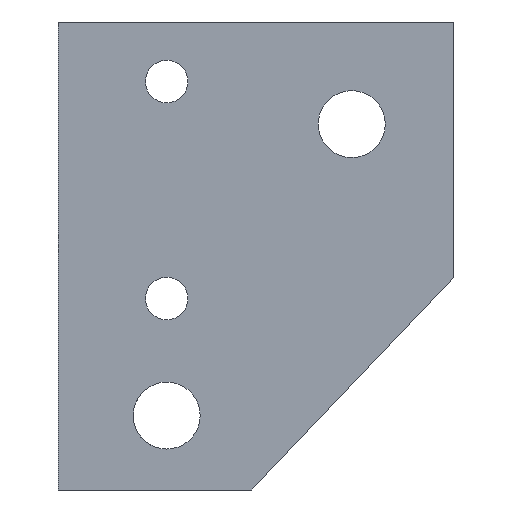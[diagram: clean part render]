
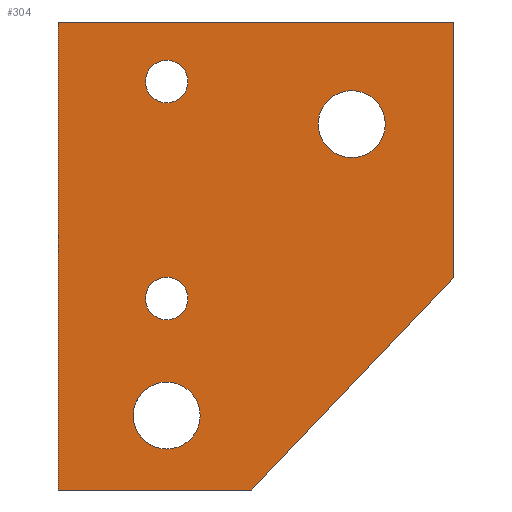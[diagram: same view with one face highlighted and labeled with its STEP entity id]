
A CAD part, front view. The second image highlights one B-rep face of the part: STEP entity #304.
In plain terms, the highlighted planar face has unit normal (0, -1, 0).
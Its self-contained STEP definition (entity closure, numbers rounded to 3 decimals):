
#7 = ORIENTED_EDGE ( 'NONE', *, *, #573, .T. ) ;
#12 = DIRECTION ( 'NONE',  ( 0., 0., 1. ) ) ;
#22 = DIRECTION ( 'NONE',  ( 0., 1., 0. ) ) ;
#26 = CARTESIAN_POINT ( 'NONE',  ( 4., -1.5, 1.075 ) ) ;
#35 = DIRECTION ( 'NONE',  ( 0., 1., 0. ) ) ;
#37 = AXIS2_PLACEMENT_3D ( 'NONE', #48, #554, #319 ) ;
#48 = CARTESIAN_POINT ( 'NONE',  ( 12.7, -1.5, 13.2 ) ) ;
#51 = AXIS2_PLACEMENT_3D ( 'NONE', #1090, #503, #409 ) ;
#60 = ORIENTED_EDGE ( 'NONE', *, *, #709, .T. ) ;
#62 = DIRECTION ( 'NONE',  ( 0., 0., 1. ) ) ;
#72 = ORIENTED_EDGE ( 'NONE', *, *, #474, .F. ) ;
#81 = DIRECTION ( 'NONE',  ( 0., 1., 0. ) ) ;
#85 = DIRECTION ( 'NONE',  ( 0., 0., 1. ) ) ;
#91 = DIRECTION ( 'NONE',  ( 0.689, 0., 0.725 ) ) ;
#105 = DIRECTION ( 'NONE',  ( 1., 0., 0. ) ) ;
#111 = AXIS2_PLACEMENT_3D ( 'NONE', #899, #818, #85 ) ;
#124 = DIRECTION ( 'NONE',  ( 0., 0., 1. ) ) ;
#144 = ORIENTED_EDGE ( 'NONE', *, *, #928, .T. ) ;
#152 = CARTESIAN_POINT ( 'NONE',  ( 4., -1.5, 5. ) ) ;
#169 = ORIENTED_EDGE ( 'NONE', *, *, #274, .T. ) ;
#178 = CARTESIAN_POINT ( 'NONE',  ( 17.5, -1.5, 18. ) ) ;
#187 = CARTESIAN_POINT ( 'NONE',  ( -1.1, -1.5, -4. ) ) ;
#203 = VERTEX_POINT ( 'NONE', #212 ) ;
#212 = CARTESIAN_POINT ( 'NONE',  ( -1.1, -1.5, 18. ) ) ;
#220 = CIRCLE ( 'NONE', #980, 1. ) ;
#227 = EDGE_CURVE ( 'NONE', #235, #819, #708, .T. ) ;
#235 = VERTEX_POINT ( 'NONE', #802 ) ;
#254 = ORIENTED_EDGE ( 'NONE', *, *, #982, .T. ) ;
#255 = LINE ( 'NONE', #851, #299 ) ;
#262 = CIRCLE ( 'NONE', #898, 1. ) ;
#266 = LINE ( 'NONE', #763, #683 ) ;
#270 = CARTESIAN_POINT ( 'NONE',  ( 4., -1.5, -0.5 ) ) ;
#272 = LINE ( 'NONE', #432, #973 ) ;
#274 = EDGE_CURVE ( 'NONE', #539, #203, #715, .T. ) ;
#286 = ORIENTED_EDGE ( 'NONE', *, *, #489, .T. ) ;
#291 = DIRECTION ( 'NONE',  ( 0., 1., 0. ) ) ;
#299 = VECTOR ( 'NONE', #105, 1000. ) ;
#304 = ADVANCED_FACE ( 'NONE', ( #724, #470, #813, #1062, #310 ), #557, .F. ) ;
#305 = CARTESIAN_POINT ( 'NONE',  ( 17.5, -1.5, 6. ) ) ;
#307 = CARTESIAN_POINT ( 'NONE',  ( 4., -1.5, -2.075 ) ) ;
#308 = EDGE_CURVE ( 'NONE', #920, #913, #220, .T. ) ;
#310 = FACE_BOUND ( 'NONE', #801, .T. ) ;
#315 = CIRCLE ( 'NONE', #51, 1. ) ;
#319 = DIRECTION ( 'NONE',  ( 0., 0., 1. ) ) ;
#324 = CARTESIAN_POINT ( 'NONE',  ( 12.7, -1.5, 14.775 ) ) ;
#332 = CARTESIAN_POINT ( 'NONE',  ( 4., -1.5, 15.2 ) ) ;
#346 = CARTESIAN_POINT ( 'NONE',  ( 4., -1.5, 16.2 ) ) ;
#362 = DIRECTION ( 'NONE',  ( 0., 0., 1. ) ) ;
#409 = DIRECTION ( 'NONE',  ( 0., 0., 1. ) ) ;
#411 = EDGE_LOOP ( 'NONE', ( #452, #895 ) ) ;
#432 = CARTESIAN_POINT ( 'NONE',  ( 6.202, -1.5, -5.892 ) ) ;
#437 = EDGE_CURVE ( 'NONE', #908, #1023, #272, .T. ) ;
#452 = ORIENTED_EDGE ( 'NONE', *, *, #776, .T. ) ;
#467 = DIRECTION ( 'NONE',  ( 0., 0., 1. ) ) ;
#470 = FACE_OUTER_BOUND ( 'NONE', #1059, .T. ) ;
#474 = EDGE_CURVE ( 'NONE', #881, #203, #266, .T. ) ;
#489 = EDGE_CURVE ( 'NONE', #1023, #539, #1020, .T. ) ;
#503 = DIRECTION ( 'NONE',  ( 0., 1., 0. ) ) ;
#539 = VERTEX_POINT ( 'NONE', #178 ) ;
#554 = DIRECTION ( 'NONE',  ( 0., 1., 0. ) ) ;
#555 = ORIENTED_EDGE ( 'NONE', *, *, #727, .T. ) ;
#557 = PLANE ( 'NONE',  #111 ) ;
#560 = DIRECTION ( 'NONE',  ( 0., 1., 0. ) ) ;
#573 = EDGE_CURVE ( 'NONE', #1061, #809, #798, .T. ) ;
#585 = AXIS2_PLACEMENT_3D ( 'NONE', #707, #291, #124 ) ;
#594 = VERTEX_POINT ( 'NONE', #307 ) ;
#618 = ORIENTED_EDGE ( 'NONE', *, *, #437, .T. ) ;
#629 = CARTESIAN_POINT ( 'NONE',  ( 0., -1.5, 18. ) ) ;
#653 = ORIENTED_EDGE ( 'NONE', *, *, #945, .T. ) ;
#662 = EDGE_LOOP ( 'NONE', ( #7, #555 ) ) ;
#675 = CARTESIAN_POINT ( 'NONE',  ( 4., -1.5, -0.5 ) ) ;
#683 = VECTOR ( 'NONE', #858, 1000. ) ;
#686 = CARTESIAN_POINT ( 'NONE',  ( 4., -1.5, 14.2 ) ) ;
#700 = CARTESIAN_POINT ( 'NONE',  ( 4., -1.5, 5. ) ) ;
#706 = ORIENTED_EDGE ( 'NONE', *, *, #227, .T. ) ;
#707 = CARTESIAN_POINT ( 'NONE',  ( 12.7, -1.5, 13.2 ) ) ;
#708 = CIRCLE ( 'NONE', #585, 1.575 ) ;
#709 = EDGE_CURVE ( 'NONE', #819, #235, #996, .T. ) ;
#715 = LINE ( 'NONE', #629, #744 ) ;
#724 = FACE_BOUND ( 'NONE', #1046, .T. ) ;
#727 = EDGE_CURVE ( 'NONE', #809, #1061, #262, .T. ) ;
#744 = VECTOR ( 'NONE', #971, 1000. ) ;
#759 = CARTESIAN_POINT ( 'NONE',  ( 8., -1.5, -4. ) ) ;
#763 = CARTESIAN_POINT ( 'NONE',  ( -1.1, -1.5, 0. ) ) ;
#765 = DIRECTION ( 'NONE',  ( 0., 1., 0. ) ) ;
#776 = EDGE_CURVE ( 'NONE', #913, #920, #315, .T. ) ;
#798 = CIRCLE ( 'NONE', #939, 1. ) ;
#801 = EDGE_LOOP ( 'NONE', ( #60, #706 ) ) ;
#802 = CARTESIAN_POINT ( 'NONE',  ( 12.7, -1.5, 11.625 ) ) ;
#809 = VERTEX_POINT ( 'NONE', #995 ) ;
#813 = FACE_BOUND ( 'NONE', #662, .T. ) ;
#818 = DIRECTION ( 'NONE',  ( 0., 1., 0. ) ) ;
#819 = VERTEX_POINT ( 'NONE', #324 ) ;
#834 = VECTOR ( 'NONE', #930, 1000. ) ;
#851 = CARTESIAN_POINT ( 'NONE',  ( 0., -1.5, -4. ) ) ;
#858 = DIRECTION ( 'NONE',  ( 0., 0., 1. ) ) ;
#861 = AXIS2_PLACEMENT_3D ( 'NONE', #270, #22, #362 ) ;
#865 = CARTESIAN_POINT ( 'NONE',  ( 17.5, -1.5, 0. ) ) ;
#880 = CIRCLE ( 'NONE', #861, 1.575 ) ;
#881 = VERTEX_POINT ( 'NONE', #187 ) ;
#885 = CARTESIAN_POINT ( 'NONE',  ( 4., -1.5, 6. ) ) ;
#895 = ORIENTED_EDGE ( 'NONE', *, *, #308, .T. ) ;
#898 = AXIS2_PLACEMENT_3D ( 'NONE', #152, #560, #1078 ) ;
#899 = CARTESIAN_POINT ( 'NONE',  ( 0., -1.5, 0. ) ) ;
#908 = VERTEX_POINT ( 'NONE', #759 ) ;
#913 = VERTEX_POINT ( 'NONE', #346 ) ;
#920 = VERTEX_POINT ( 'NONE', #686 ) ;
#928 = EDGE_CURVE ( 'NONE', #594, #1089, #991, .T. ) ;
#930 = DIRECTION ( 'NONE',  ( 0., 0., 1. ) ) ;
#939 = AXIS2_PLACEMENT_3D ( 'NONE', #700, #35, #467 ) ;
#945 = EDGE_CURVE ( 'NONE', #881, #908, #255, .T. ) ;
#971 = DIRECTION ( 'NONE',  ( -1., 0., 0. ) ) ;
#973 = VECTOR ( 'NONE', #91, 1000. ) ;
#980 = AXIS2_PLACEMENT_3D ( 'NONE', #332, #81, #62 ) ;
#982 = EDGE_CURVE ( 'NONE', #1089, #594, #880, .T. ) ;
#991 = CIRCLE ( 'NONE', #1092, 1.575 ) ;
#995 = CARTESIAN_POINT ( 'NONE',  ( 4., -1.5, 4. ) ) ;
#996 = CIRCLE ( 'NONE', #37, 1.575 ) ;
#1020 = LINE ( 'NONE', #865, #834 ) ;
#1023 = VERTEX_POINT ( 'NONE', #305 ) ;
#1046 = EDGE_LOOP ( 'NONE', ( #254, #144 ) ) ;
#1059 = EDGE_LOOP ( 'NONE', ( #72, #653, #618, #286, #169 ) ) ;
#1061 = VERTEX_POINT ( 'NONE', #885 ) ;
#1062 = FACE_BOUND ( 'NONE', #411, .T. ) ;
#1078 = DIRECTION ( 'NONE',  ( 0., 0., 1. ) ) ;
#1089 = VERTEX_POINT ( 'NONE', #26 ) ;
#1090 = CARTESIAN_POINT ( 'NONE',  ( 4., -1.5, 15.2 ) ) ;
#1092 = AXIS2_PLACEMENT_3D ( 'NONE', #675, #765, #12 ) ;
